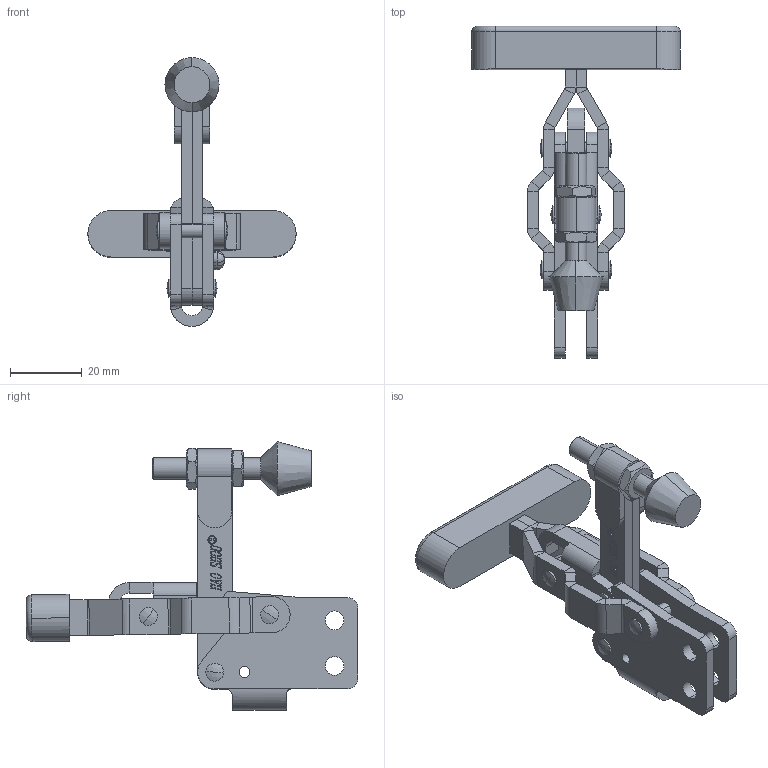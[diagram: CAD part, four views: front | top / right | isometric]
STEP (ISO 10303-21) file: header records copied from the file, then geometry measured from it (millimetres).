
FILE_DESCRIPTION (( 'STEP AP203' ), '1' );
FILE_NAME ('HS-12085.STEP', '2019-09-18T10:20:29', ( '微软用户' ), ( '微软中国' ), 'SwSTEP 2.0', 'SolidWorks 2012', '' );
FILE_SCHEMA (( 'CONFIG_CONTROL_DESIGN' ));
Length unit declared in the file: millimetre
Products named in the file (13): HS-12085; 菁釱; hexagon head bolts-full thread gb_GB_FASTENER_BOLT_STBAB A M6X40-C; hex thin nuts-grades ab-chamfered gb_GB_FASTENER_NUT_STNAB M6-N; 妗陑揤參; 酗种; 揤輸; 忒梟; 蟀裝; 標參; 筵忒參; 傻种
Assembly tree (16 placements, depth 2):
  HS-12085
    傻种  x2
    筵忒參
    標參
    蟀裝
    妗陑揤參
    忒梟  x2
    揤輸
    酗种  x2
    妗陑揤參
    hex thin nuts-grades ab-chamfered gb_GB_FASTENER_NUT_STNAB M6-N  x2
    hexagon head bolts-full thread gb_GB_FASTENER_BOLT_STBAB A M6X40-C
    菁釱
Bounding box: 58 x 92.46 x 74.85 mm (x, y, z)
Volume: 28615.7 mm3; surface area: 21890.9 mm2
Topology: 16 solids, 16 shells, 743 faces, 1870 edges, 1194 vertices
Faces by surface type: plane 391, cylinder 154, bspline 148, cone 28, sphere 19, torus 3
Entity records: 28543 total; most frequent: CARTESIAN_POINT 12148, ORIENTED_EDGE 3312, DIRECTION 2645, EDGE_CURVE 1656, VERTEX_POINT 1069, VECTOR 1031, LINE 1031, AXIS2_PLACEMENT_3D 807
